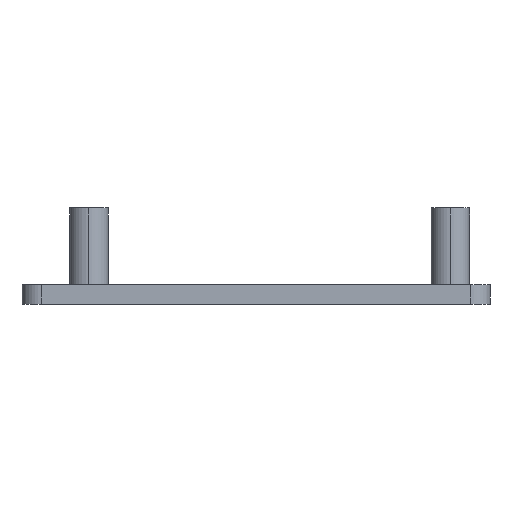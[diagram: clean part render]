
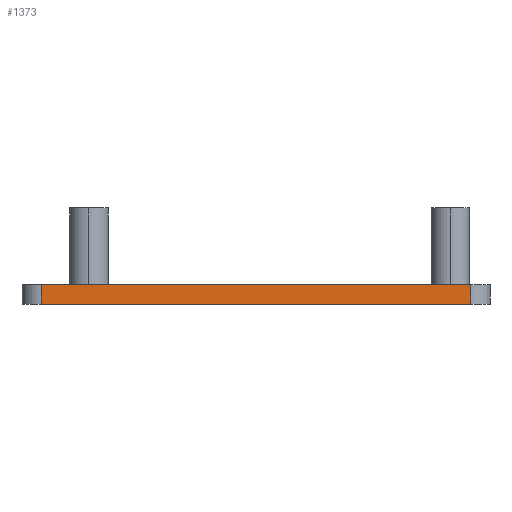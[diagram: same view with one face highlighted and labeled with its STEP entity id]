
A CAD part, left-side view. The second image highlights one B-rep face of the part: STEP entity #1373.
In plain terms, the highlighted planar face has unit normal (-1, 0, 0).
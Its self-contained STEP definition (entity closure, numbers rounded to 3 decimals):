
#17 = AXIS2_PLACEMENT_3D ( 'NONE', #26, #1446, #1356 ) ;
#26 = CARTESIAN_POINT ( 'NONE',  ( -33.5, 45., 119.829 ) ) ;
#75 = VERTEX_POINT ( 'NONE', #543 ) ;
#88 = CARTESIAN_POINT ( 'NONE',  ( -33.5, -36., 0. ) ) ;
#94 = LINE ( 'NONE', #480, #871 ) ;
#139 = VECTOR ( 'NONE', #1465, 1000. ) ;
#207 = DIRECTION ( 'NONE',  ( 0., 1., 0. ) ) ;
#252 = CARTESIAN_POINT ( 'NONE',  ( -33.5, 31., 0. ) ) ;
#281 = ORIENTED_EDGE ( 'NONE', *, *, #379, .F. ) ;
#379 = EDGE_CURVE ( 'NONE', #1089, #1478, #1125, .T. ) ;
#480 = CARTESIAN_POINT ( 'NONE',  ( -33.5, 31., 0. ) ) ;
#529 = CARTESIAN_POINT ( 'NONE',  ( -33.5, 45., 3. ) ) ;
#539 = VECTOR ( 'NONE', #207, 1000. ) ;
#542 = EDGE_CURVE ( 'NONE', #1089, #1279, #753, .T. ) ;
#543 = CARTESIAN_POINT ( 'NONE',  ( -33.5, 31., 3. ) ) ;
#592 = DIRECTION ( 'NONE',  ( 0., 0., -1. ) ) ;
#627 = EDGE_CURVE ( 'NONE', #1279, #75, #1362, .T. ) ;
#669 = DIRECTION ( 'NONE',  ( 0., 1., 0. ) ) ;
#708 = EDGE_LOOP ( 'NONE', ( #281, #1502, #974, #1222 ) ) ;
#729 = FACE_OUTER_BOUND ( 'NONE', #708, .T. ) ;
#753 = LINE ( 'NONE', #1473, #139 ) ;
#793 = VECTOR ( 'NONE', #669, 1000. ) ;
#871 = VECTOR ( 'NONE', #592, 1000. ) ;
#903 = CARTESIAN_POINT ( 'NONE',  ( -33.5, 45., 0. ) ) ;
#938 = CARTESIAN_POINT ( 'NONE',  ( -33.5, -36., 3. ) ) ;
#943 = EDGE_CURVE ( 'NONE', #75, #1478, #94, .T. ) ;
#974 = ORIENTED_EDGE ( 'NONE', *, *, #627, .T. ) ;
#1089 = VERTEX_POINT ( 'NONE', #88 ) ;
#1113 = PLANE ( 'NONE',  #17 ) ;
#1125 = LINE ( 'NONE', #903, #793 ) ;
#1222 = ORIENTED_EDGE ( 'NONE', *, *, #943, .T. ) ;
#1279 = VERTEX_POINT ( 'NONE', #938 ) ;
#1356 = DIRECTION ( 'NONE',  ( 0., 0., 1. ) ) ;
#1362 = LINE ( 'NONE', #529, #539 ) ;
#1373 = ADVANCED_FACE ( 'NONE', ( #729 ), #1113, .T. ) ;
#1446 = DIRECTION ( 'NONE',  ( -1., 0., 0. ) ) ;
#1465 = DIRECTION ( 'NONE',  ( 0., 0., 1. ) ) ;
#1473 = CARTESIAN_POINT ( 'NONE',  ( -33.5, -36., 3. ) ) ;
#1478 = VERTEX_POINT ( 'NONE', #252 ) ;
#1502 = ORIENTED_EDGE ( 'NONE', *, *, #542, .T. ) ;
